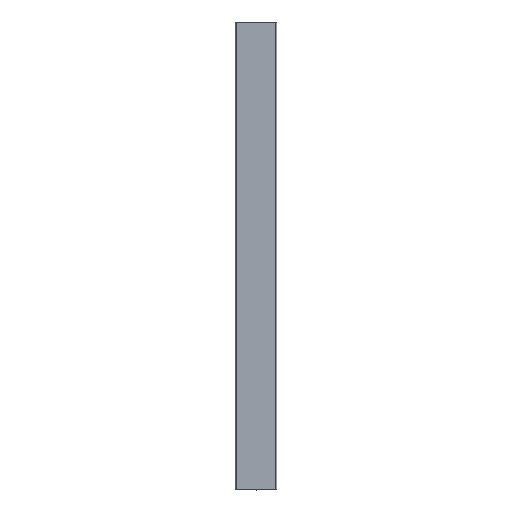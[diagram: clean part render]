
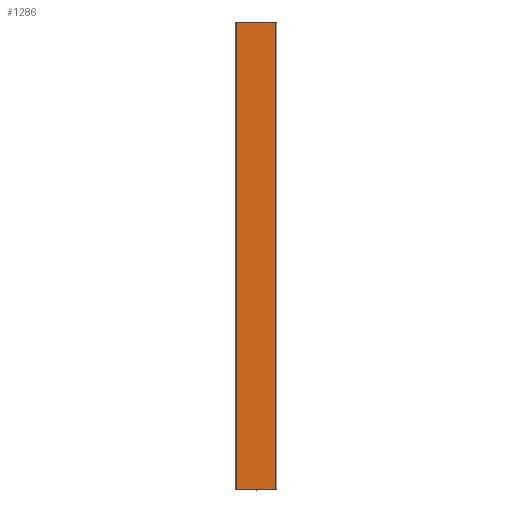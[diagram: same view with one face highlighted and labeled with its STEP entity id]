
A CAD part, top view. The second image highlights one B-rep face of the part: STEP entity #1286.
In plain terms, the highlighted planar face has unit normal (0, 0, 1).
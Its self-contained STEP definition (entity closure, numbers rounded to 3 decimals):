
#236 = PLANE('',#237);
#237 = AXIS2_PLACEMENT_3D('',#238,#239,#240);
#238 = CARTESIAN_POINT('',(-5.453,50.,18.626));
#239 = DIRECTION('',(0.,1.,0.));
#240 = DIRECTION('',(0.,-0.,1.));
#264 = CYLINDRICAL_SURFACE('',#265,0.2);
#265 = AXIS2_PLACEMENT_3D('',#266,#267,#268);
#266 = CARTESIAN_POINT('',(-4.223,-50.,19.8));
#267 = DIRECTION('',(-0.,-1.,-0.));
#268 = DIRECTION('',(0.,0.,1.));
#291 = PLANE('',#292);
#292 = AXIS2_PLACEMENT_3D('',#293,#294,#295);
#293 = CARTESIAN_POINT('',(-5.453,-50.,18.626));
#294 = DIRECTION('',(0.,1.,0.));
#295 = DIRECTION('',(0.,-0.,1.));
#306 = EDGE_CURVE('',#307,#309,#311,.T.);
#307 = VERTEX_POINT('',#308);
#308 = CARTESIAN_POINT('',(4.223,50.,20.));
#309 = VERTEX_POINT('',#310);
#310 = CARTESIAN_POINT('',(-4.223,50.,20.));
#311 = SURFACE_CURVE('',#312,(#316,#323),.PCURVE_S1.);
#312 = LINE('',#313,#314);
#313 = CARTESIAN_POINT('',(4.85,50.,20.));
#314 = VECTOR('',#315,1.);
#315 = DIRECTION('',(-1.,0.,0.));
#316 = PCURVE('',#236,#317);
#317 = DEFINITIONAL_REPRESENTATION('',(#318),#322);
#318 = LINE('',#319,#320);
#319 = CARTESIAN_POINT('',(1.374,10.303));
#320 = VECTOR('',#321,1.);
#321 = DIRECTION('',(0.,-1.));
#322 = ( GEOMETRIC_REPRESENTATION_CONTEXT(2) 
PARAMETRIC_REPRESENTATION_CONTEXT() REPRESENTATION_CONTEXT('2D SPACE',''
  ) );
#323 = PCURVE('',#324,#329);
#324 = PLANE('',#325);
#325 = AXIS2_PLACEMENT_3D('',#326,#327,#328);
#326 = CARTESIAN_POINT('',(4.85,-50.,20.));
#327 = DIRECTION('',(0.,0.,-1.));
#328 = DIRECTION('',(-1.,0.,0.));
#329 = DEFINITIONAL_REPRESENTATION('',(#330),#334);
#330 = LINE('',#331,#332);
#331 = CARTESIAN_POINT('',(0.,100.));
#332 = VECTOR('',#333,1.);
#333 = DIRECTION('',(1.,0.));
#334 = ( GEOMETRIC_REPRESENTATION_CONTEXT(2) 
PARAMETRIC_REPRESENTATION_CONTEXT() REPRESENTATION_CONTEXT('2D SPACE',''
  ) );
#353 = CYLINDRICAL_SURFACE('',#354,0.2);
#354 = AXIS2_PLACEMENT_3D('',#355,#356,#357);
#355 = CARTESIAN_POINT('',(4.223,-50.,19.8));
#356 = DIRECTION('',(-0.,-1.,-0.));
#357 = DIRECTION('',(0.,0.,1.));
#946 = VERTEX_POINT('',#947);
#947 = CARTESIAN_POINT('',(4.223,-50.,20.));
#969 = EDGE_CURVE('',#946,#970,#972,.T.);
#970 = VERTEX_POINT('',#971);
#971 = CARTESIAN_POINT('',(-4.223,-50.,20.));
#972 = SURFACE_CURVE('',#973,(#977,#984),.PCURVE_S1.);
#973 = LINE('',#974,#975);
#974 = CARTESIAN_POINT('',(4.85,-50.,20.));
#975 = VECTOR('',#976,1.);
#976 = DIRECTION('',(-1.,0.,0.));
#977 = PCURVE('',#291,#978);
#978 = DEFINITIONAL_REPRESENTATION('',(#979),#983);
#979 = LINE('',#980,#981);
#980 = CARTESIAN_POINT('',(1.374,10.303));
#981 = VECTOR('',#982,1.);
#982 = DIRECTION('',(0.,-1.));
#983 = ( GEOMETRIC_REPRESENTATION_CONTEXT(2) 
PARAMETRIC_REPRESENTATION_CONTEXT() REPRESENTATION_CONTEXT('2D SPACE',''
  ) );
#984 = PCURVE('',#324,#985);
#985 = DEFINITIONAL_REPRESENTATION('',(#986),#990);
#986 = LINE('',#987,#988);
#987 = CARTESIAN_POINT('',(0.,0.));
#988 = VECTOR('',#989,1.);
#989 = DIRECTION('',(1.,0.));
#990 = ( GEOMETRIC_REPRESENTATION_CONTEXT(2) 
PARAMETRIC_REPRESENTATION_CONTEXT() REPRESENTATION_CONTEXT('2D SPACE',''
  ) );
#1225 = EDGE_CURVE('',#946,#307,#1226,.T.);
#1226 = SURFACE_CURVE('',#1227,(#1231,#1238),.PCURVE_S1.);
#1227 = LINE('',#1228,#1229);
#1228 = CARTESIAN_POINT('',(4.223,-50.,20.));
#1229 = VECTOR('',#1230,1.);
#1230 = DIRECTION('',(0.,1.,0.));
#1231 = PCURVE('',#353,#1232);
#1232 = DEFINITIONAL_REPRESENTATION('',(#1233),#1237);
#1233 = LINE('',#1234,#1235);
#1234 = CARTESIAN_POINT('',(6.283,0.));
#1235 = VECTOR('',#1236,1.);
#1236 = DIRECTION('',(0.,-1.));
#1237 = ( GEOMETRIC_REPRESENTATION_CONTEXT(2) 
PARAMETRIC_REPRESENTATION_CONTEXT() REPRESENTATION_CONTEXT('2D SPACE',''
  ) );
#1238 = PCURVE('',#324,#1239);
#1239 = DEFINITIONAL_REPRESENTATION('',(#1240),#1244);
#1240 = LINE('',#1241,#1242);
#1241 = CARTESIAN_POINT('',(0.627,0.));
#1242 = VECTOR('',#1243,1.);
#1243 = DIRECTION('',(0.,1.));
#1244 = ( GEOMETRIC_REPRESENTATION_CONTEXT(2) 
PARAMETRIC_REPRESENTATION_CONTEXT() REPRESENTATION_CONTEXT('2D SPACE',''
  ) );
#1286 = ADVANCED_FACE('',(#1287),#324,.F.);
#1287 = FACE_BOUND('',#1288,.T.);
#1288 = EDGE_LOOP('',(#1289,#1290,#1291,#1292));
#1289 = ORIENTED_EDGE('',*,*,#969,.F.);
#1290 = ORIENTED_EDGE('',*,*,#1225,.T.);
#1291 = ORIENTED_EDGE('',*,*,#306,.T.);
#1292 = ORIENTED_EDGE('',*,*,#1293,.F.);
#1293 = EDGE_CURVE('',#970,#309,#1294,.T.);
#1294 = SURFACE_CURVE('',#1295,(#1299,#1306),.PCURVE_S1.);
#1295 = LINE('',#1296,#1297);
#1296 = CARTESIAN_POINT('',(-4.223,-50.,20.));
#1297 = VECTOR('',#1298,1.);
#1298 = DIRECTION('',(0.,1.,0.));
#1299 = PCURVE('',#324,#1300);
#1300 = DEFINITIONAL_REPRESENTATION('',(#1301),#1305);
#1301 = LINE('',#1302,#1303);
#1302 = CARTESIAN_POINT('',(9.073,0.));
#1303 = VECTOR('',#1304,1.);
#1304 = DIRECTION('',(0.,1.));
#1305 = ( GEOMETRIC_REPRESENTATION_CONTEXT(2) 
PARAMETRIC_REPRESENTATION_CONTEXT() REPRESENTATION_CONTEXT('2D SPACE',''
  ) );
#1306 = PCURVE('',#264,#1307);
#1307 = DEFINITIONAL_REPRESENTATION('',(#1308),#1312);
#1308 = LINE('',#1309,#1310);
#1309 = CARTESIAN_POINT('',(0.,0.));
#1310 = VECTOR('',#1311,1.);
#1311 = DIRECTION('',(0.,-1.));
#1312 = ( GEOMETRIC_REPRESENTATION_CONTEXT(2) 
PARAMETRIC_REPRESENTATION_CONTEXT() REPRESENTATION_CONTEXT('2D SPACE',''
  ) );
